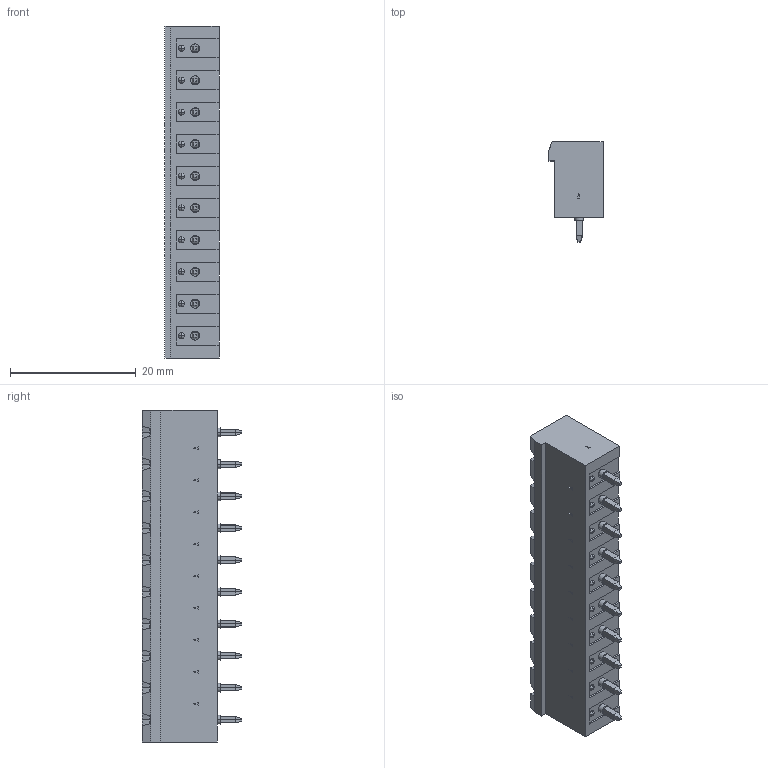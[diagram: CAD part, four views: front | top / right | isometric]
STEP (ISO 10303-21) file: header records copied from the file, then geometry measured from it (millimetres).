
FILE_DESCRIPTION(('STEP AP242'),'1');
FILE_NAME('38304.stp','2019-01-31T12:20:21',('TraceParts'),('TraceParts S.A.'),'Spatial InterOp 3D',' ',' ');
FILE_SCHEMA(('AP242_MANAGED_MODEL_BASED_3D_ENGINEERING_MIM_LF {1 0 10303 442 1 1 4}'));
Length unit declared in the file: millimetre
Products named in the file (1): 38304
Bounding box: 8.6 x 15.9 x 52.8 mm (x, y, z)
Volume: 2644.1 mm3; surface area: 3785.4 mm2
Topology: 1 solids, 1 shells, 1026 faces, 2299 edges, 1339 vertices
Faces by surface type: plane 875, cylinder 91, sphere 40, cone 20
Entity records: 36070 total; most frequent: CARTESIAN_POINT 4905, DIRECTION 4856, ORIENTED_EDGE 4598, EDGE_CURVE 2299, LINE 1756, VECTOR 1756, AXIS2_PLACEMENT_3D 1550, VERTEX_POINT 1339
